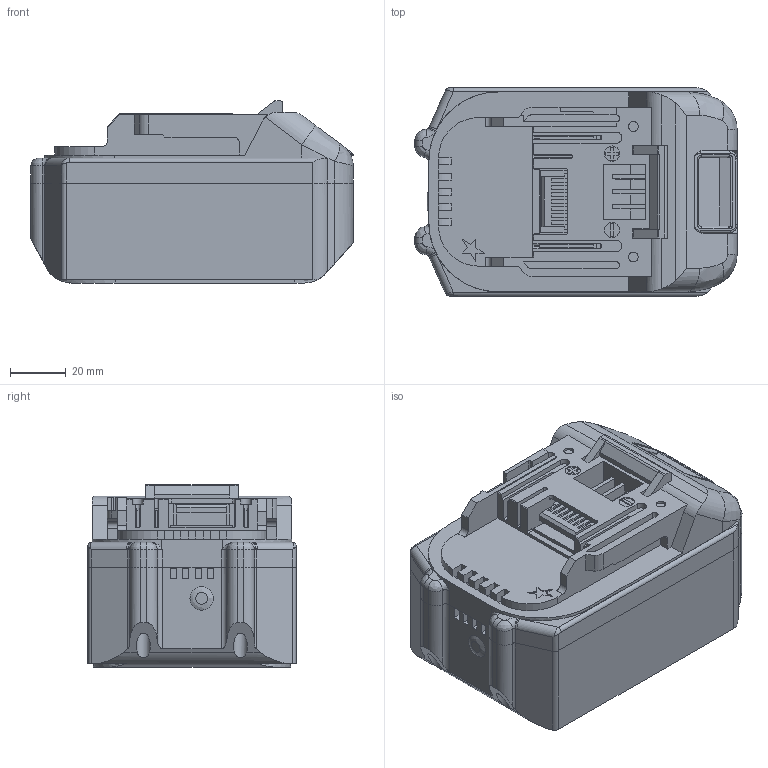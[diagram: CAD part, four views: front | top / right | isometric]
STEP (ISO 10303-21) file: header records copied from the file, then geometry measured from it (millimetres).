
FILE_DESCRIPTION(/* description */ (''),/* implementation_level */ '2;1');
FILE_NAME(/* name */ 'Battery LxT 18V v7.step',/* time_stamp */ '2025-09-07T14:05:23+10:00',/* author */ (''),/* organization */ (''),/* preprocessor_version */ 'ST-DEVELOPER v20.1',/* originating_system */ 'Autodesk Translation Framework v14.10.0.0',/* authorisation */ '');
FILE_SCHEMA (('AUTOMOTIVE_DESIGN { 1 0 10303 214 3 1 1 }'));
Length unit declared in the file: millimetre
Products named in the file (7): Battery LxT 18V; Battery Plate; Battery Clip; BMS; Yellow Connector; Power Clips; Case
Assembly tree (6 placements, depth 3):
  Battery LxT 18V
    Battery Plate
    Battery Clip
    BMS
      Yellow Connector
      Power Clips
    Case
Bounding box: 116 x 75 x 65.6 mm (x, y, z)
Volume: 137030.7 mm3; surface area: 90429.8 mm2
Topology: 9 solids, 9 shells, 599 faces, 1674 edges, 1086 vertices
Faces by surface type: plane 422, cylinder 146, bspline 15, torus 10, cone 6
Full cylindrical faces by diameter (mm): 2.15 x4, 2.5 x4, 3.5 x2, 5 x2, 5.5 x2, 6 x4, 8.6 x1
Entity records: 19793 total; most frequent: CARTESIAN_POINT 3922, ORIENTED_EDGE 3348, DIRECTION 3170, EDGE_CURVE 1674, LINE 1294, VECTOR 1294, VERTEX_POINT 1086, AXIS2_PLACEMENT_3D 938
